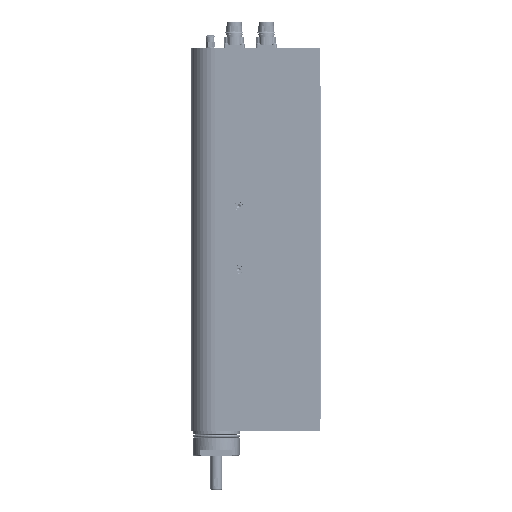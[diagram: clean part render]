
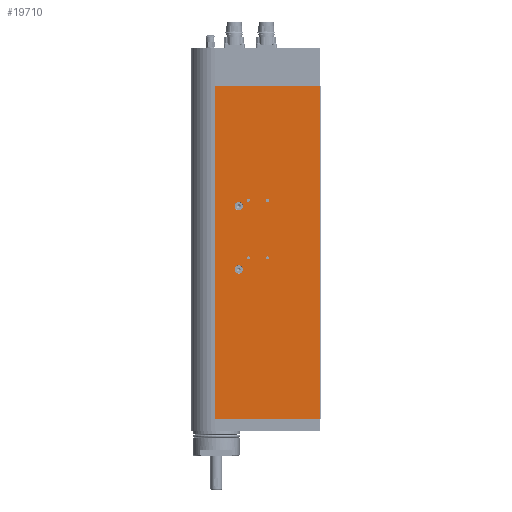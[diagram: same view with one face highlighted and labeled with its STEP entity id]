
A CAD part, front view. The second image highlights one B-rep face of the part: STEP entity #19710.
In plain terms, the highlighted planar face has unit normal (0, -1, 0).
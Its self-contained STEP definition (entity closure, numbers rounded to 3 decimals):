
#99 = ORIENTED_EDGE ( 'NONE', *, *, #88526, .F. ) ;
#206 = ORIENTED_EDGE ( 'NONE', *, *, #45033, .T. ) ;
#324 = DIRECTION ( 'NONE',  ( 0., 0., -1. ) ) ;
#371 = DIRECTION ( 'NONE',  ( 1., 0., 0. ) ) ;
#1459 = CARTESIAN_POINT ( 'NONE',  ( 12., -25., 166.35 ) ) ;
#2882 = EDGE_LOOP ( 'NONE', ( #99 ) ) ;
#3458 = AXIS2_PLACEMENT_3D ( 'NONE', #54983, #31536, #87717 ) ;
#5173 = CARTESIAN_POINT ( 'NONE',  ( -18., -25., 151.6 ) ) ;
#5210 = EDGE_CURVE ( 'NONE', #14107, #14107, #71697, .T. ) ;
#5257 = VERTEX_POINT ( 'NONE', #47146 ) ;
#5693 = CARTESIAN_POINT ( 'NONE',  ( -8., -25., 226.35 ) ) ;
#5731 = EDGE_LOOP ( 'NONE', ( #46806 ) ) ;
#6546 = CIRCLE ( 'NONE', #43258, 1.65 ) ;
#8643 = DIRECTION ( 'NONE',  ( 0., 0., -1. ) ) ;
#9665 = DIRECTION ( 'NONE',  ( 0., -1., 0. ) ) ;
#10303 = DIRECTION ( 'NONE',  ( 0., 1., 0. ) ) ;
#10764 = CIRCLE ( 'NONE', #64065, 1.65 ) ;
#12165 = AXIS2_PLACEMENT_3D ( 'NONE', #88907, #48816, #324 ) ;
#13047 = DIRECTION ( 'NONE',  ( 0., 0., -1. ) ) ;
#14107 = VERTEX_POINT ( 'NONE', #77753 ) ;
#14636 = CARTESIAN_POINT ( 'NONE',  ( -8., -25., 168. ) ) ;
#17168 = EDGE_CURVE ( 'NONE', #5257, #42973, #68956, .T. ) ;
#17291 = LINE ( 'NONE', #17806, #97888 ) ;
#17806 = CARTESIAN_POINT ( 'NONE',  ( 67., -25., 347. ) ) ;
#19710 = ADVANCED_FACE ( 'NONE', ( #87060, #39238, #30859, #78241, #81700, #38722, #48918 ), #70425, .F. ) ;
#22594 = CIRCLE ( 'NONE', #52529, 1.65 ) ;
#23851 = LINE ( 'NONE', #63992, #45876 ) ;
#24364 = EDGE_CURVE ( 'NONE', #41187, #41187, #10764, .T. ) ;
#24581 = ORIENTED_EDGE ( 'NONE', *, *, #35859, .T. ) ;
#25882 = ORIENTED_EDGE ( 'NONE', *, *, #51999, .F. ) ;
#27131 = DIRECTION ( 'NONE',  ( 1., 0., 0. ) ) ;
#30418 = DIRECTION ( 'NONE',  ( 0., 0., -1. ) ) ;
#30529 = CARTESIAN_POINT ( 'NONE',  ( -8., -25., 166.35 ) ) ;
#30859 = FACE_BOUND ( 'NONE', #46069, .T. ) ;
#31536 = DIRECTION ( 'NONE',  ( 0., -1., 0. ) ) ;
#33806 = VERTEX_POINT ( 'NONE', #65576 ) ;
#33928 = CIRCLE ( 'NONE', #12165, 4.4 ) ;
#34028 = DIRECTION ( 'NONE',  ( 0., 0., 1. ) ) ;
#34200 = VECTOR ( 'NONE', #27131, 1000. ) ;
#35780 = CIRCLE ( 'NONE', #45748, 1.65 ) ;
#35859 = EDGE_CURVE ( 'NONE', #42973, #35934, #23851, .T. ) ;
#35934 = VERTEX_POINT ( 'NONE', #78587 ) ;
#38722 = FACE_BOUND ( 'NONE', #47532, .T. ) ;
#39238 = FACE_BOUND ( 'NONE', #5731, .T. ) ;
#40432 = DIRECTION ( 'NONE',  ( 0., -1., 0. ) ) ;
#41187 = VERTEX_POINT ( 'NONE', #1459 ) ;
#41300 = LINE ( 'NONE', #97488, #34200 ) ;
#42973 = VERTEX_POINT ( 'NONE', #60893 ) ;
#43258 = AXIS2_PLACEMENT_3D ( 'NONE', #14636, #47039, #86588 ) ;
#45033 = EDGE_CURVE ( 'NONE', #35934, #82763, #17291, .T. ) ;
#45748 = AXIS2_PLACEMENT_3D ( 'NONE', #64948, #9665, #8643 ) ;
#45876 = VECTOR ( 'NONE', #371, 1000. ) ;
#46069 = EDGE_LOOP ( 'NONE', ( #87230 ) ) ;
#46589 = CARTESIAN_POINT ( 'NONE',  ( -42.5, -25., 347. ) ) ;
#46806 = ORIENTED_EDGE ( 'NONE', *, *, #57997, .F. ) ;
#47039 = DIRECTION ( 'NONE',  ( 0., -1., 0. ) ) ;
#47146 = CARTESIAN_POINT ( 'NONE',  ( -42.5, -25., 347. ) ) ;
#47532 = EDGE_LOOP ( 'NONE', ( #25882 ) ) ;
#48816 = DIRECTION ( 'NONE',  ( 0., -1., 0. ) ) ;
#48918 = FACE_OUTER_BOUND ( 'NONE', #80769, .T. ) ;
#51999 = EDGE_CURVE ( 'NONE', #91739, #91739, #33928, .T. ) ;
#52529 = AXIS2_PLACEMENT_3D ( 'NONE', #102345, #40432, #62786 ) ;
#53313 = CARTESIAN_POINT ( 'NONE',  ( 67., -25., 347. ) ) ;
#54839 = DIRECTION ( 'NONE',  ( 0., 0., 1. ) ) ;
#54983 = CARTESIAN_POINT ( 'NONE',  ( -18., -25., 222. ) ) ;
#57997 = EDGE_CURVE ( 'NONE', #79201, #79201, #35780, .T. ) ;
#60893 = CARTESIAN_POINT ( 'NONE',  ( -42.5, -25., 0. ) ) ;
#62786 = DIRECTION ( 'NONE',  ( 0., 0., -1. ) ) ;
#63992 = CARTESIAN_POINT ( 'NONE',  ( -67.5, -25., 0. ) ) ;
#64065 = AXIS2_PLACEMENT_3D ( 'NONE', #84456, #100109, #13047 ) ;
#64210 = EDGE_LOOP ( 'NONE', ( #67004 ) ) ;
#64948 = CARTESIAN_POINT ( 'NONE',  ( -8., -25., 228. ) ) ;
#65434 = AXIS2_PLACEMENT_3D ( 'NONE', #102688, #10303, #54839 ) ;
#65576 = CARTESIAN_POINT ( 'NONE',  ( 12., -25., 226.35 ) ) ;
#67004 = ORIENTED_EDGE ( 'NONE', *, *, #5210, .F. ) ;
#68956 = LINE ( 'NONE', #46589, #95139 ) ;
#69080 = EDGE_CURVE ( 'NONE', #87258, #87258, #6546, .T. ) ;
#70425 = PLANE ( 'NONE',  #65434 ) ;
#71697 = CIRCLE ( 'NONE', #3458, 4.4 ) ;
#74237 = EDGE_LOOP ( 'NONE', ( #98772 ) ) ;
#76164 = EDGE_CURVE ( 'NONE', #5257, #82763, #41300, .T. ) ;
#77753 = CARTESIAN_POINT ( 'NONE',  ( -18., -25., 217.6 ) ) ;
#78241 = FACE_BOUND ( 'NONE', #2882, .T. ) ;
#78285 = ORIENTED_EDGE ( 'NONE', *, *, #76164, .F. ) ;
#78587 = CARTESIAN_POINT ( 'NONE',  ( 67., -25., 0. ) ) ;
#79201 = VERTEX_POINT ( 'NONE', #5693 ) ;
#79292 = ORIENTED_EDGE ( 'NONE', *, *, #17168, .T. ) ;
#80769 = EDGE_LOOP ( 'NONE', ( #24581, #206, #78285, #79292 ) ) ;
#81700 = FACE_BOUND ( 'NONE', #64210, .T. ) ;
#82763 = VERTEX_POINT ( 'NONE', #53313 ) ;
#84456 = CARTESIAN_POINT ( 'NONE',  ( 12., -25., 168. ) ) ;
#86588 = DIRECTION ( 'NONE',  ( 0., 0., -1. ) ) ;
#87060 = FACE_BOUND ( 'NONE', #74237, .T. ) ;
#87230 = ORIENTED_EDGE ( 'NONE', *, *, #24364, .F. ) ;
#87258 = VERTEX_POINT ( 'NONE', #30529 ) ;
#87717 = DIRECTION ( 'NONE',  ( 0., 0., -1. ) ) ;
#88526 = EDGE_CURVE ( 'NONE', #33806, #33806, #22594, .T. ) ;
#88907 = CARTESIAN_POINT ( 'NONE',  ( -18., -25., 156. ) ) ;
#91739 = VERTEX_POINT ( 'NONE', #5173 ) ;
#95139 = VECTOR ( 'NONE', #30418, 1000. ) ;
#97488 = CARTESIAN_POINT ( 'NONE',  ( -67.5, -25., 347. ) ) ;
#97888 = VECTOR ( 'NONE', #34028, 1000. ) ;
#98772 = ORIENTED_EDGE ( 'NONE', *, *, #69080, .F. ) ;
#100109 = DIRECTION ( 'NONE',  ( 0., -1., 0. ) ) ;
#102345 = CARTESIAN_POINT ( 'NONE',  ( 12., -25., 228. ) ) ;
#102688 = CARTESIAN_POINT ( 'NONE',  ( -67.5, -25., 347. ) ) ;
